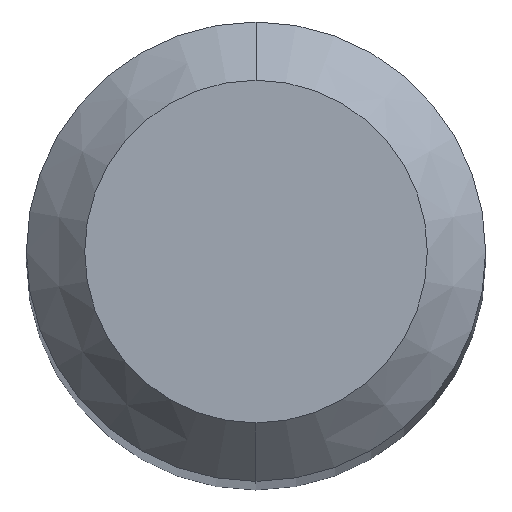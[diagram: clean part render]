
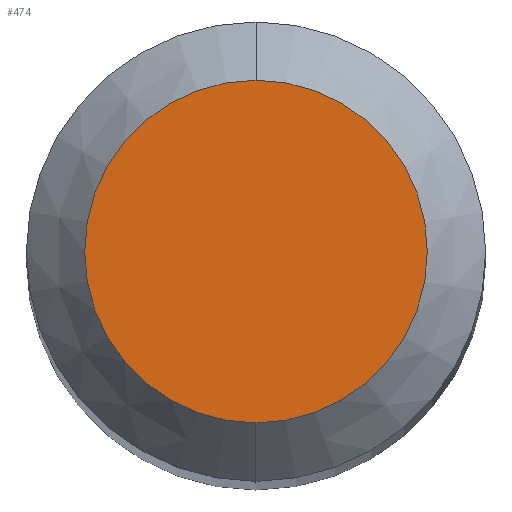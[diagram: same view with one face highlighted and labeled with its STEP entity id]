
A CAD part, top view. The second image highlights one B-rep face of the part: STEP entity #474.
In plain terms, the highlighted planar face has unit normal (0, 0, 1).
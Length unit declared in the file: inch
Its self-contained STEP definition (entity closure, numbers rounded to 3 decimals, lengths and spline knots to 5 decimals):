
#17 = EDGE_CURVE ( 'NONE', #348, #278, #369, .T. ) ;
#36 = AXIS2_PLACEMENT_3D ( 'NONE', #273, #349, #296 ) ;
#72 = PLANE ( 'NONE',  #36 ) ;
#102 = DIRECTION ( 'NONE',  ( 0., 0., 1. ) ) ;
#109 = FACE_OUTER_BOUND ( 'NONE', #200, .T. ) ;
#170 = EDGE_CURVE ( 'NONE', #278, #348, #448, .T. ) ;
#178 = CARTESIAN_POINT ( 'NONE',  ( 0., 0., 0. ) ) ;
#200 = EDGE_LOOP ( 'NONE', ( #305, #318 ) ) ;
#208 = AXIS2_PLACEMENT_3D ( 'NONE', #298, #102, #386 ) ;
#218 = AXIS2_PLACEMENT_3D ( 'NONE', #178, #299, #266 ) ;
#266 = DIRECTION ( 'NONE',  ( 0., -1., 0. ) ) ;
#273 = CARTESIAN_POINT ( 'NONE',  ( 0., 0.04405, 0. ) ) ;
#278 = VERTEX_POINT ( 'NONE', #388 ) ;
#296 = DIRECTION ( 'NONE',  ( 0., 1., 0. ) ) ;
#298 = CARTESIAN_POINT ( 'NONE',  ( 0., 0., 0. ) ) ;
#299 = DIRECTION ( 'NONE',  ( 0., 0., 1. ) ) ;
#305 = ORIENTED_EDGE ( 'NONE', *, *, #170, .T. ) ;
#318 = ORIENTED_EDGE ( 'NONE', *, *, #17, .T. ) ;
#348 = VERTEX_POINT ( 'NONE', #484 ) ;
#349 = DIRECTION ( 'NONE',  ( 0., 0., -1. ) ) ;
#369 = CIRCLE ( 'NONE', #208, 0.04405 ) ;
#386 = DIRECTION ( 'NONE',  ( 0., -1., 0. ) ) ;
#388 = CARTESIAN_POINT ( 'NONE',  ( 0., 0.04405, 0. ) ) ;
#448 = CIRCLE ( 'NONE', #218, 0.04405 ) ;
#474 = ADVANCED_FACE ( 'NONE', ( #109 ), #72, .F. ) ;
#484 = CARTESIAN_POINT ( 'NONE',  ( 0., -0.04405, 0. ) ) ;
